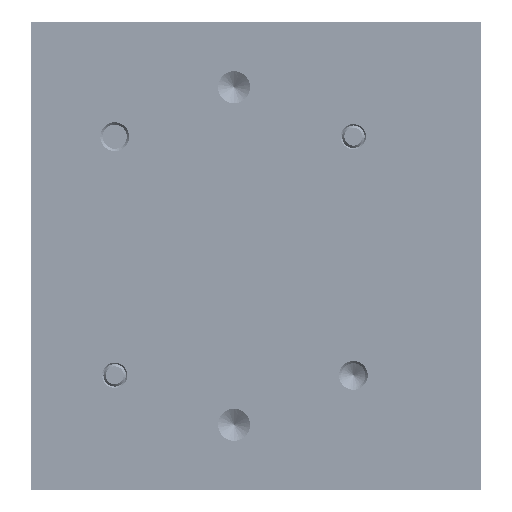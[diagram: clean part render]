
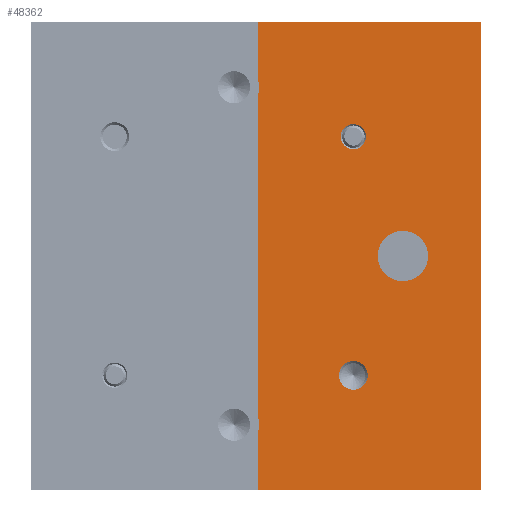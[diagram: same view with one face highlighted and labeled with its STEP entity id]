
A CAD part, left-side view. The second image highlights one B-rep face of the part: STEP entity #48362.
In plain terms, the highlighted planar face has unit normal (-1, 0, 0).
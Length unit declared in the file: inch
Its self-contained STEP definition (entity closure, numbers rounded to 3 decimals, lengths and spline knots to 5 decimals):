
#393 = VERTEX_POINT ( 'NONE', #12820 ) ;
#973 = CIRCLE ( 'NONE', #86071, 0.07 ) ;
#986 = CARTESIAN_POINT ( 'NONE',  ( -2.75, 0.056, -0.46875 ) ) ;
#1069 = DIRECTION ( 'NONE',  ( 0., 0., 1. ) ) ;
#6574 = CARTESIAN_POINT ( 'NONE',  ( -2.75, -0.63, -0.65 ) ) ;
#7647 = CIRCLE ( 'NONE', #88043, 0.04 ) ;
#9090 = DIRECTION ( 'NONE',  ( 0., 0., 1. ) ) ;
#9577 = LINE ( 'NONE', #6574, #93065 ) ;
#10060 = VERTEX_POINT ( 'NONE', #103170 ) ;
#11670 = ORIENTED_EDGE ( 'NONE', *, *, #45382, .T. ) ;
#12110 = CARTESIAN_POINT ( 'NONE',  ( -2.75, -0.01, -0.65 ) ) ;
#12820 = CARTESIAN_POINT ( 'NONE',  ( -2.75, -0.41275, -0.07 ) ) ;
#13072 = ORIENTED_EDGE ( 'NONE', *, *, #69428, .T. ) ;
#13306 = EDGE_CURVE ( 'NONE', #22030, #38512, #7647, .T. ) ;
#14089 = EDGE_LOOP ( 'NONE', ( #94958, #92731 ) ) ;
#15774 = VECTOR ( 'NONE', #54934, 39.37008 ) ;
#16201 = EDGE_CURVE ( 'NONE', #18478, #40981, #65531, .T. ) ;
#18478 = VERTEX_POINT ( 'NONE', #88157 ) ;
#19251 = DIRECTION ( 'NONE',  ( -1., 0., 0. ) ) ;
#19874 = DIRECTION ( 'NONE',  ( 0., 0., -1. ) ) ;
#19948 = EDGE_CURVE ( 'NONE', #54624, #393, #96637, .T. ) ;
#19983 = CARTESIAN_POINT ( 'NONE',  ( -2.75, -0.27546, -0.37146 ) ) ;
#21421 = EDGE_LOOP ( 'NONE', ( #73322, #70899 ) ) ;
#22030 = VERTEX_POINT ( 'NONE', #19983 ) ;
#22449 = EDGE_CURVE ( 'NONE', #53969, #79245, #83579, .T. ) ;
#23510 = CARTESIAN_POINT ( 'NONE',  ( -2.75, -0.01, -0.65 ) ) ;
#23908 = DIRECTION ( 'NONE',  ( 0., 0., 1. ) ) ;
#24185 = AXIS2_PLACEMENT_3D ( 'NONE', #36339, #100724, #1069 ) ;
#24995 = DIRECTION ( 'NONE',  ( 0., 0., 1. ) ) ;
#25064 = EDGE_CURVE ( 'NONE', #50729, #29163, #973, .T. ) ;
#25767 = CARTESIAN_POINT ( 'NONE',  ( -2.75, -0.63, 0.65 ) ) ;
#29163 = VERTEX_POINT ( 'NONE', #30345 ) ;
#29169 = FACE_BOUND ( 'NONE', #14089, .T. ) ;
#30345 = CARTESIAN_POINT ( 'NONE',  ( -2.75, -0.01, -0.44543 ) ) ;
#31023 = CIRCLE ( 'NONE', #96092, 0.035 ) ;
#31514 = LINE ( 'NONE', #58889, #40353 ) ;
#32391 = PLANE ( 'NONE',  #88413 ) ;
#32886 = CARTESIAN_POINT ( 'NONE',  ( -2.75, -0.27546, -0.33146 ) ) ;
#32984 = CARTESIAN_POINT ( 'NONE',  ( -2.75, -0.27546, -0.29146 ) ) ;
#35219 = CARTESIAN_POINT ( 'NONE',  ( -2.75, -0.27546, 0.33146 ) ) ;
#35996 = EDGE_CURVE ( 'NONE', #18478, #29163, #31514, .T. ) ;
#36082 = VECTOR ( 'NONE', #19874, 39.37008 ) ;
#36339 = CARTESIAN_POINT ( 'NONE',  ( -2.75, -0.27546, 0.33146 ) ) ;
#36506 = EDGE_CURVE ( 'NONE', #38512, #22030, #59302, .T. ) ;
#36602 = DIRECTION ( 'NONE',  ( -1., 0., 0. ) ) ;
#37652 = EDGE_LOOP ( 'NONE', ( #104818, #77176 ) ) ;
#38229 = CARTESIAN_POINT ( 'NONE',  ( -2.75, -0.63, -0.65 ) ) ;
#38512 = VERTEX_POINT ( 'NONE', #32984 ) ;
#39004 = EDGE_CURVE ( 'NONE', #79245, #53969, #31023, .T. ) ;
#39299 = EDGE_CURVE ( 'NONE', #57468, #99307, #9577, .T. ) ;
#39496 = AXIS2_PLACEMENT_3D ( 'NONE', #49822, #97511, #24995 ) ;
#40353 = VECTOR ( 'NONE', #52877, 39.37008 ) ;
#40981 = VERTEX_POINT ( 'NONE', #82945 ) ;
#43571 = VERTEX_POINT ( 'NONE', #25767 ) ;
#43735 = LINE ( 'NONE', #12110, #36082 ) ;
#45345 = CARTESIAN_POINT ( 'NONE',  ( -2.75, -0.27546, 0.29646 ) ) ;
#45382 = EDGE_CURVE ( 'NONE', #43571, #10060, #61057, .T. ) ;
#48362 = ADVANCED_FACE ( 'NONE', ( #53298, #63402, #29169, #68519 ), #32391, .F. ) ;
#49070 = CARTESIAN_POINT ( 'NONE',  ( -2.75, -0.63, -0.65 ) ) ;
#49451 = ORIENTED_EDGE ( 'NONE', *, *, #25064, .F. ) ;
#49822 = CARTESIAN_POINT ( 'NONE',  ( -2.75, 0.056, 0.46875 ) ) ;
#50729 = VERTEX_POINT ( 'NONE', #104107 ) ;
#52877 = DIRECTION ( 'NONE',  ( 0., 0., -1. ) ) ;
#53298 = FACE_BOUND ( 'NONE', #21421, .T. ) ;
#53630 = CARTESIAN_POINT ( 'NONE',  ( -2.75, -0.27546, 0.36646 ) ) ;
#53969 = VERTEX_POINT ( 'NONE', #53630 ) ;
#54624 = VERTEX_POINT ( 'NONE', #83695 ) ;
#54934 = DIRECTION ( 'NONE',  ( 0., 0., -1. ) ) ;
#56174 = EDGE_CURVE ( 'NONE', #393, #54624, #73464, .T. ) ;
#56482 = DIRECTION ( 'NONE',  ( 0., 0., -1. ) ) ;
#57468 = VERTEX_POINT ( 'NONE', #74028 ) ;
#57564 = DIRECTION ( 'NONE',  ( -1., 0., 0. ) ) ;
#58062 = DIRECTION ( 'NONE',  ( 0., 0., 1. ) ) ;
#58889 = CARTESIAN_POINT ( 'NONE',  ( -2.75, -0.01, -0.65 ) ) ;
#59302 = CIRCLE ( 'NONE', #61896, 0.04 ) ;
#60561 = CARTESIAN_POINT ( 'NONE',  ( -2.75, -0.01, -0.65 ) ) ;
#61057 = LINE ( 'NONE', #74932, #80015 ) ;
#61398 = ORIENTED_EDGE ( 'NONE', *, *, #86440, .F. ) ;
#61896 = AXIS2_PLACEMENT_3D ( 'NONE', #101105, #69350, #77468 ) ;
#61934 = CARTESIAN_POINT ( 'NONE',  ( -2.75, -0.41275, 0. ) ) ;
#63308 = EDGE_LOOP ( 'NONE', ( #96766, #49451, #95514, #69455, #61398, #11670, #13072, #94122 ) ) ;
#63402 = FACE_BOUND ( 'NONE', #37652, .T. ) ;
#65302 = AXIS2_PLACEMENT_3D ( 'NONE', #61934, #76815, #77167 ) ;
#65531 = CIRCLE ( 'NONE', #39496, 0.07 ) ;
#67865 = DIRECTION ( 'NONE',  ( 0., 1., 0. ) ) ;
#68519 = FACE_OUTER_BOUND ( 'NONE', #63308, .T. ) ;
#69350 = DIRECTION ( 'NONE',  ( -1., 0., 0. ) ) ;
#69428 = EDGE_CURVE ( 'NONE', #10060, #40981, #43735, .T. ) ;
#69455 = ORIENTED_EDGE ( 'NONE', *, *, #39299, .F. ) ;
#70899 = ORIENTED_EDGE ( 'NONE', *, *, #56174, .F. ) ;
#71325 = DIRECTION ( 'NONE',  ( 0., 1., 0. ) ) ;
#73322 = ORIENTED_EDGE ( 'NONE', *, *, #19948, .F. ) ;
#73464 = CIRCLE ( 'NONE', #89843, 0.07 ) ;
#74028 = CARTESIAN_POINT ( 'NONE',  ( -2.75, -0.63, -0.65 ) ) ;
#74932 = CARTESIAN_POINT ( 'NONE',  ( -2.75, -0.63, 0.65 ) ) ;
#76815 = DIRECTION ( 'NONE',  ( -1., 0., 0. ) ) ;
#77167 = DIRECTION ( 'NONE',  ( 0., 0., 1. ) ) ;
#77176 = ORIENTED_EDGE ( 'NONE', *, *, #39004, .F. ) ;
#77468 = DIRECTION ( 'NONE',  ( 0., 0., 1. ) ) ;
#79245 = VERTEX_POINT ( 'NONE', #45345 ) ;
#80015 = VECTOR ( 'NONE', #67865, 39.37008 ) ;
#82243 = VECTOR ( 'NONE', #56482, 39.37008 ) ;
#82945 = CARTESIAN_POINT ( 'NONE',  ( -2.75, -0.01, 0.49207 ) ) ;
#83579 = CIRCLE ( 'NONE', #24185, 0.035 ) ;
#83695 = CARTESIAN_POINT ( 'NONE',  ( -2.75, -0.41275, 0.07 ) ) ;
#84109 = DIRECTION ( 'NONE',  ( 0., 0., 1. ) ) ;
#84775 = LINE ( 'NONE', #23510, #82243 ) ;
#86071 = AXIS2_PLACEMENT_3D ( 'NONE', #986, #57564, #9090 ) ;
#86440 = EDGE_CURVE ( 'NONE', #43571, #57468, #101842, .T. ) ;
#88043 = AXIS2_PLACEMENT_3D ( 'NONE', #32886, #99020, #58062 ) ;
#88157 = CARTESIAN_POINT ( 'NONE',  ( -2.75, -0.01, 0.44543 ) ) ;
#88413 = AXIS2_PLACEMENT_3D ( 'NONE', #49070, #96390, #23908 ) ;
#89843 = AXIS2_PLACEMENT_3D ( 'NONE', #100539, #19251, #93130 ) ;
#92731 = ORIENTED_EDGE ( 'NONE', *, *, #13306, .F. ) ;
#93065 = VECTOR ( 'NONE', #71325, 39.37008 ) ;
#93130 = DIRECTION ( 'NONE',  ( 0., 0., 1. ) ) ;
#94122 = ORIENTED_EDGE ( 'NONE', *, *, #16201, .F. ) ;
#94958 = ORIENTED_EDGE ( 'NONE', *, *, #36506, .F. ) ;
#95514 = ORIENTED_EDGE ( 'NONE', *, *, #102340, .T. ) ;
#96092 = AXIS2_PLACEMENT_3D ( 'NONE', #35219, #36602, #84109 ) ;
#96390 = DIRECTION ( 'NONE',  ( 1., 0., 0. ) ) ;
#96637 = CIRCLE ( 'NONE', #65302, 0.07 ) ;
#96766 = ORIENTED_EDGE ( 'NONE', *, *, #35996, .T. ) ;
#97511 = DIRECTION ( 'NONE',  ( -1., 0., 0. ) ) ;
#99020 = DIRECTION ( 'NONE',  ( -1., 0., 0. ) ) ;
#99307 = VERTEX_POINT ( 'NONE', #60561 ) ;
#100539 = CARTESIAN_POINT ( 'NONE',  ( -2.75, -0.41275, 0. ) ) ;
#100724 = DIRECTION ( 'NONE',  ( -1., 0., 0. ) ) ;
#101105 = CARTESIAN_POINT ( 'NONE',  ( -2.75, -0.27546, -0.33146 ) ) ;
#101842 = LINE ( 'NONE', #38229, #15774 ) ;
#102340 = EDGE_CURVE ( 'NONE', #50729, #99307, #84775, .T. ) ;
#103170 = CARTESIAN_POINT ( 'NONE',  ( -2.75, -0.01, 0.65 ) ) ;
#104107 = CARTESIAN_POINT ( 'NONE',  ( -2.75, -0.01, -0.49207 ) ) ;
#104818 = ORIENTED_EDGE ( 'NONE', *, *, #22449, .F. ) ;
